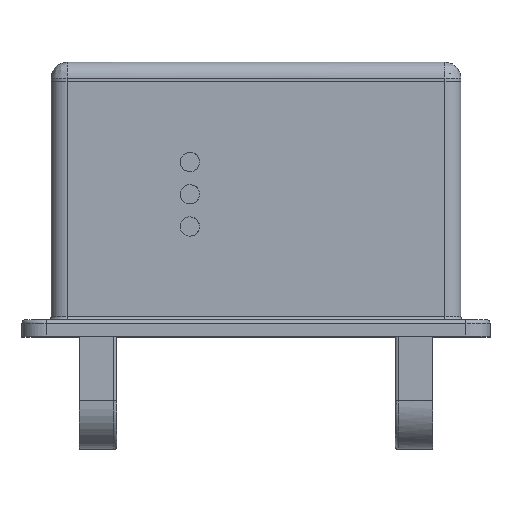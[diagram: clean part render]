
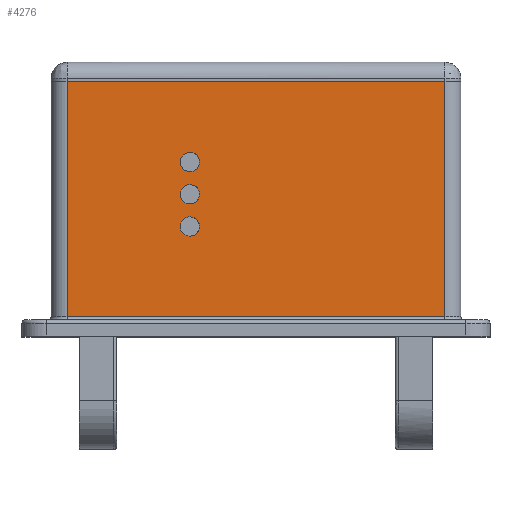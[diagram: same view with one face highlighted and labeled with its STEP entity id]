
A CAD part, top view. The second image highlights one B-rep face of the part: STEP entity #4276.
In plain terms, the highlighted free-form (B-spline) face has degree [1, 1] with [2, 2] control points.
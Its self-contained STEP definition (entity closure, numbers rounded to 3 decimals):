
#22 = VERTEX_POINT('',#23);
#23 = CARTESIAN_POINT('',(-11.431,-2.571,
    177.459));
#41 = EDGE_CURVE('',#22,#22,#42,.T.);
#42 = ( BOUNDED_CURVE() B_SPLINE_CURVE(2,(#43,#44,#45,#46,#47,#48,#49),
.UNSPECIFIED.,.T.,.F.) B_SPLINE_CURVE_WITH_KNOTS((3,2,2,3),(
    3.142,5.236,7.33,9.425),
.PIECEWISE_BEZIER_KNOTS.) CURVE() GEOMETRIC_REPRESENTATION_ITEM() 
RATIONAL_B_SPLINE_CURVE((1.,0.5,1.,0.5,1.,0.5,1.)) REPRESENTATION_ITEM(
  '') );
#43 = CARTESIAN_POINT('',(-11.431,-2.571,
    177.459));
#44 = CARTESIAN_POINT('',(-11.431,7.675,177.459
    ));
#45 = CARTESIAN_POINT('',(-2.558,2.552,177.459
    ));
#46 = CARTESIAN_POINT('',(6.315,-2.571,177.459
    ));
#47 = CARTESIAN_POINT('',(-2.558,-7.694,
    177.459));
#48 = CARTESIAN_POINT('',(-11.431,-12.816,
    177.459));
#49 = CARTESIAN_POINT('',(-11.431,-2.571,
    177.459));
#74 = VERTEX_POINT('',#75);
#75 = CARTESIAN_POINT('',(-11.431,17.147,
    177.459));
#93 = EDGE_CURVE('',#74,#74,#94,.T.);
#94 = ( BOUNDED_CURVE() B_SPLINE_CURVE(2,(#95,#96,#97,#98,#99,#100,#101)
,.UNSPECIFIED.,.T.,.F.) B_SPLINE_CURVE_WITH_KNOTS((3,2,2,3),(
    3.142,5.236,7.33,9.425),
.PIECEWISE_BEZIER_KNOTS.) CURVE() GEOMETRIC_REPRESENTATION_ITEM() 
RATIONAL_B_SPLINE_CURVE((1.,0.5,1.,0.5,1.,0.5,1.)) REPRESENTATION_ITEM(
  '') );
#95 = CARTESIAN_POINT('',(-11.431,17.147,
    177.459));
#96 = CARTESIAN_POINT('',(-11.431,27.392,
    177.459));
#97 = CARTESIAN_POINT('',(-2.558,22.27,
    177.459));
#98 = CARTESIAN_POINT('',(6.315,17.147,177.459
    ));
#99 = CARTESIAN_POINT('',(-2.558,12.024,
    177.459));
#100 = CARTESIAN_POINT('',(-11.431,6.901,177.459
    ));
#101 = CARTESIAN_POINT('',(-11.431,17.147,
    177.459));
#126 = VERTEX_POINT('',#127);
#127 = CARTESIAN_POINT('',(-11.431,36.864,
    177.459));
#145 = EDGE_CURVE('',#126,#126,#146,.T.);
#146 = ( BOUNDED_CURVE() B_SPLINE_CURVE(2,(#147,#148,#149,#150,#151,#152
,#153),.UNSPECIFIED.,.T.,.F.) B_SPLINE_CURVE_WITH_KNOTS((3,2,2,3),(
    3.142,5.236,7.33,9.425),
.PIECEWISE_BEZIER_KNOTS.) CURVE() GEOMETRIC_REPRESENTATION_ITEM() 
RATIONAL_B_SPLINE_CURVE((1.,0.5,1.,0.5,1.,0.5,1.)) REPRESENTATION_ITEM(
  '') );
#147 = CARTESIAN_POINT('',(-11.431,36.864,
    177.459));
#148 = CARTESIAN_POINT('',(-11.431,47.11,
    177.459));
#149 = CARTESIAN_POINT('',(-2.558,41.987,
    177.459));
#150 = CARTESIAN_POINT('',(6.315,36.864,
    177.459));
#151 = CARTESIAN_POINT('',(-2.558,31.742,
    177.459));
#152 = CARTESIAN_POINT('',(-11.431,26.619,
    177.459));
#153 = CARTESIAN_POINT('',(-11.431,36.864,
    177.459));
#3182 = VERTEX_POINT('',#3183);
#3183 = CARTESIAN_POINT('',(-80.396,-57.648,
    177.459));
#3234 = EDGE_CURVE('',#3235,#3182,#3237,.T.);
#3235 = VERTEX_POINT('',#3236);
#3236 = CARTESIAN_POINT('',(150.206,-57.648,
    177.459));
#3237 = B_SPLINE_CURVE_WITH_KNOTS('',1,(#3238,#3239),.UNSPECIFIED.,.F.,
  .F.,(2,2),(-53.476,180.428),.PIECEWISE_BEZIER_KNOTS.);
#3238 = CARTESIAN_POINT('',(150.206,-57.648,
    177.459));
#3239 = CARTESIAN_POINT('',(-80.396,-57.648,
    177.459));
#3623 = EDGE_CURVE('',#3182,#3624,#3626,.T.);
#3624 = VERTEX_POINT('',#3625);
#3625 = CARTESIAN_POINT('',(-80.396,85.973,
    177.459));
#3626 = B_SPLINE_CURVE_WITH_KNOTS('',1,(#3627,#3628),.UNSPECIFIED.,.F.,
  .F.,(2,2),(-145.678,0.),.PIECEWISE_BEZIER_KNOTS.);
#3627 = CARTESIAN_POINT('',(-80.396,-57.648,
    177.459));
#3628 = CARTESIAN_POINT('',(-80.396,85.973,
    177.459));
#4276 = ADVANCED_FACE('',(#4277,#4293,#4296,#4299),#4302,.T.);
#4277 = FACE_BOUND('',#4278,.T.);
#4278 = EDGE_LOOP('',(#4279,#4280,#4287,#4292));
#4279 = ORIENTED_EDGE('',*,*,#3234,.F.);
#4280 = ORIENTED_EDGE('',*,*,#4281,.F.);
#4281 = EDGE_CURVE('',#4282,#3235,#4284,.T.);
#4282 = VERTEX_POINT('',#4283);
#4283 = CARTESIAN_POINT('',(150.206,85.973,
    177.459));
#4284 = B_SPLINE_CURVE_WITH_KNOTS('',1,(#4285,#4286),.UNSPECIFIED.,.F.,
  .F.,(2,2),(0.,145.678),.PIECEWISE_BEZIER_KNOTS.);
#4285 = CARTESIAN_POINT('',(150.206,85.973,
    177.459));
#4286 = CARTESIAN_POINT('',(150.206,-57.648,
    177.459));
#4287 = ORIENTED_EDGE('',*,*,#4288,.F.);
#4288 = EDGE_CURVE('',#3624,#4282,#4289,.T.);
#4289 = B_SPLINE_CURVE_WITH_KNOTS('',1,(#4290,#4291),.UNSPECIFIED.,.F.,
  .F.,(2,2),(10.,243.904),.PIECEWISE_BEZIER_KNOTS.);
#4290 = CARTESIAN_POINT('',(-80.396,85.973,
    177.459));
#4291 = CARTESIAN_POINT('',(150.206,85.973,
    177.459));
#4292 = ORIENTED_EDGE('',*,*,#3623,.F.);
#4293 = FACE_BOUND('',#4294,.T.);
#4294 = EDGE_LOOP('',(#4295));
#4295 = ORIENTED_EDGE('',*,*,#41,.T.);
#4296 = FACE_BOUND('',#4297,.T.);
#4297 = EDGE_LOOP('',(#4298));
#4298 = ORIENTED_EDGE('',*,*,#93,.T.);
#4299 = FACE_BOUND('',#4300,.T.);
#4300 = EDGE_LOOP('',(#4301));
#4301 = ORIENTED_EDGE('',*,*,#145,.T.);
#4302 = B_SPLINE_SURFACE_WITH_KNOTS('',1,1,(
    (#4303,#4304)
    ,(#4305,#4306
  )),.UNSPECIFIED.,.F.,.F.,.F.,(2,2),(2,2),(10.,243.904),(0.,145.678),
  .PIECEWISE_BEZIER_KNOTS.);
#4303 = CARTESIAN_POINT('',(150.206,85.973,
    177.459));
#4304 = CARTESIAN_POINT('',(150.206,-57.648,
    177.459));
#4305 = CARTESIAN_POINT('',(-80.396,85.973,
    177.459));
#4306 = CARTESIAN_POINT('',(-80.396,-57.648,
    177.459));
